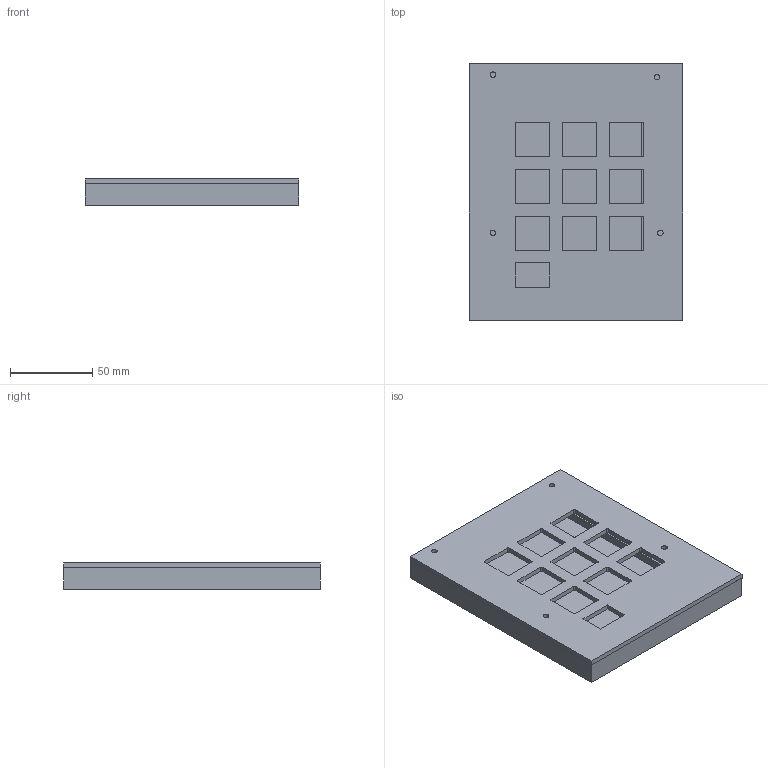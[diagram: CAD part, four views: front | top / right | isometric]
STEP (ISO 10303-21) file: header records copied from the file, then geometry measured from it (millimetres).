
FILE_DESCRIPTION(('FreeCAD Model'),'2;1');
FILE_NAME('Open CASCADE Shape Model','2025-12-06T10:17:57',('Author'),( ''),'Open CASCADE STEP processor 7.8','FreeCAD','Unknown');
FILE_SCHEMA(('AUTOMOTIVE_DESIGN { 1 0 10303 214 1 1 1 1 }'));
Length unit declared in the file: millimetre
Products named in the file (4): Unnamed1; case top; base; Body
Assembly tree (3 placements, depth 2):
  Unnamed1
    case top
    base
    Body
Bounding box: 129.91 x 156.13 x 16 mm (x, y, z)
Volume: 206476.2 mm3; surface area: 111953.3 mm2
Topology: 3 solids, 3 shells, 122 faces, 336 edges, 224 vertices
Faces by surface type: plane 74, cylinder 48
Full cylindrical faces by diameter (mm): 3.4 x8, 6 x4
Entity records: 4057 total; most frequent: DIRECTION 688, CARTESIAN_POINT 686, ORIENTED_EDGE 672, EDGE_CURVE 336, LINE 236, VECTOR 236, AXIS2_PLACEMENT_3D 226, VERTEX_POINT 224
